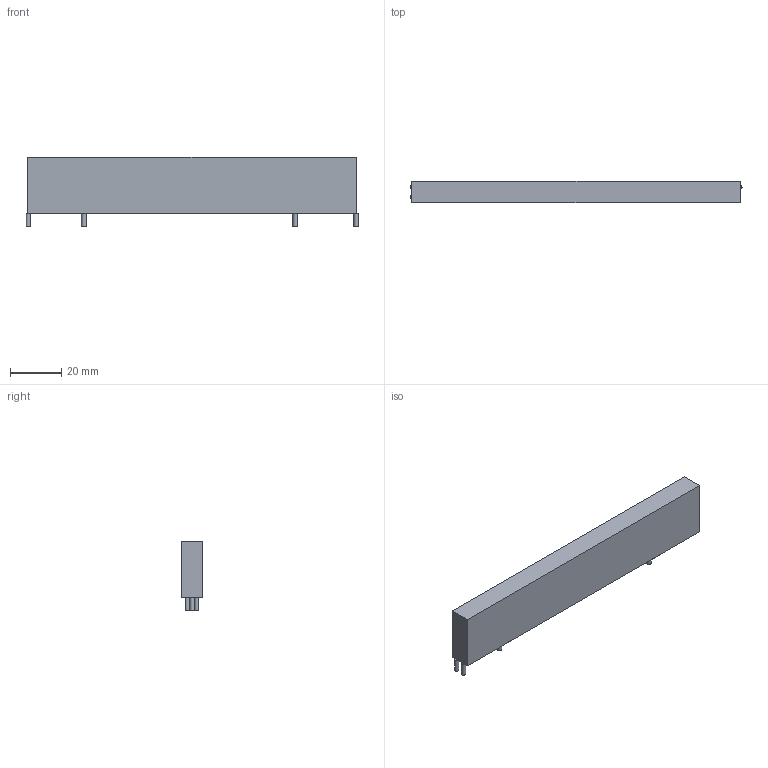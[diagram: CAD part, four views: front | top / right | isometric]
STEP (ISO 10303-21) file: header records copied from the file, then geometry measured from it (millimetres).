
FILE_DESCRIPTION(('FreeCAD Model'),'2;1');
FILE_NAME('1650949.2.6.stp','2024-10-30T14:24:33',( 'Author'),(''),'Open CASCADE STEP processor 6.9','FreeCAD','Unknown' );
FILE_SCHEMA(('AUTOMOTIVE_DESIGN { 1 0 10303 214 1 1 1 1 }'));
Length unit declared in the file: millimetre
Products named in the file (4): ASSEMBLY; Body; Pins; Leads
Assembly tree (3 placements, depth 2):
  ASSEMBLY
    Body
    Pins
    Leads
Bounding box: 129.1 x 8.4 x 27.1 mm (x, y, z)
Volume: 23676.8 mm3; surface area: 8355 mm2
Topology: 10 solids, 10 shells, 45 faces, 75 edges, 50 vertices
Faces by surface type: plane 40, cylinder 5
Full cylindrical faces by diameter (mm): 1.6 x3, 1.8 x2
Entity records: 2155 total; most frequent: DIRECTION 333, CARTESIAN_POINT 324, LINE 205, VECTOR 205, ORIENTED_EDGE 150, PCURVE 150, DEFINITIONAL_REPRESENTATION 150, EDGE_CURVE 75
